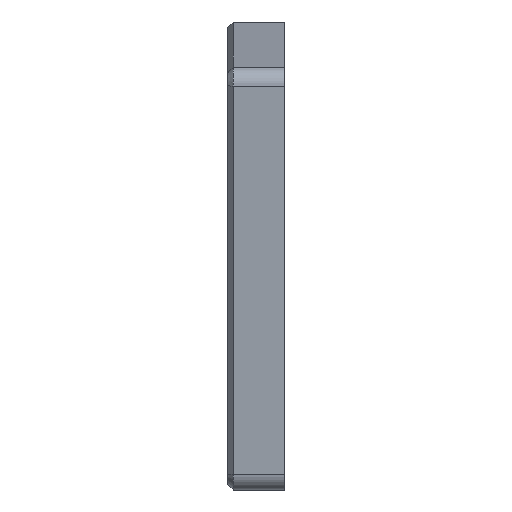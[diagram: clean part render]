
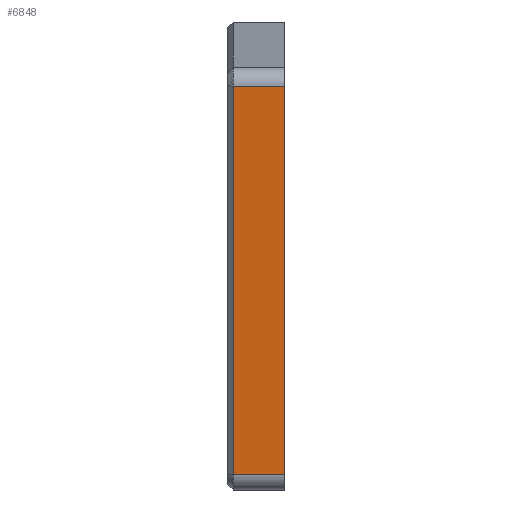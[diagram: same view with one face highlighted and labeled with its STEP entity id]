
A CAD part, left-side view. The second image highlights one B-rep face of the part: STEP entity #6848.
In plain terms, the highlighted planar face has unit normal (-0.996, 0, -0.094).
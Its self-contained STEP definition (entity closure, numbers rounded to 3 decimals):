
#901=FACE_OUTER_BOUND('',#1346,.T.);
#1346=EDGE_LOOP('',(#5924,#5925,#5926,#5927));
#1507=LINE('',#9977,#2154);
#1541=LINE('',#10110,#2188);
#2036=LINE('',#11597,#2683);
#2038=LINE('',#11600,#2685);
#2154=VECTOR('',#7807,10.);
#2188=VECTOR('',#7919,10.);
#2683=VECTOR('',#9464,10.);
#2685=VECTOR('',#9468,10.);
#2808=VERTEX_POINT('',#9974);
#2809=VERTEX_POINT('',#9976);
#2867=VERTEX_POINT('',#10101);
#2869=VERTEX_POINT('',#10108);
#3426=EDGE_CURVE('',#2808,#2809,#1507,.T.);
#3493=EDGE_CURVE('',#2869,#2867,#1541,.T.);
#4240=EDGE_CURVE('',#2867,#2808,#2036,.T.);
#4242=EDGE_CURVE('',#2809,#2869,#2038,.T.);
#5924=ORIENTED_EDGE('',*,*,#3493,.F.);
#5925=ORIENTED_EDGE('',*,*,#4242,.F.);
#5926=ORIENTED_EDGE('',*,*,#3426,.F.);
#5927=ORIENTED_EDGE('',*,*,#4240,.F.);
#6501=PLANE('',#7570);
#6848=ADVANCED_FACE('',(#901),#6501,.T.);
#7570=AXIS2_PLACEMENT_3D('',#11599,#9466,#9467);
#7807=DIRECTION('',(0.094,0.,-0.996));
#7919=DIRECTION('',(-0.094,0.,0.996));
#9464=DIRECTION('',(0.,-1.,0.));
#9466=DIRECTION('center_axis',(-0.996,0.,-0.094));
#9467=DIRECTION('ref_axis',(0.094,0.,-0.996));
#9468=DIRECTION('',(0.,1.,0.));
#9974=CARTESIAN_POINT('',(-41.061,-2.445,88.514));
#9976=CARTESIAN_POINT('',(-31.469,-2.445,-13.447));
#9977=CARTESIAN_POINT('',(-38.418,-2.445,60.423));
#10101=CARTESIAN_POINT('',(-41.061,11.,88.514));
#10108=CARTESIAN_POINT('',(-31.469,11.,-13.447));
#10110=CARTESIAN_POINT('',(-38.418,11.,60.423));
#11597=CARTESIAN_POINT('',(-41.061,5.,88.514));
#11599=CARTESIAN_POINT('Origin',(-41.524,5.,93.436));
#11600=CARTESIAN_POINT('',(-31.469,5.,-13.447));
